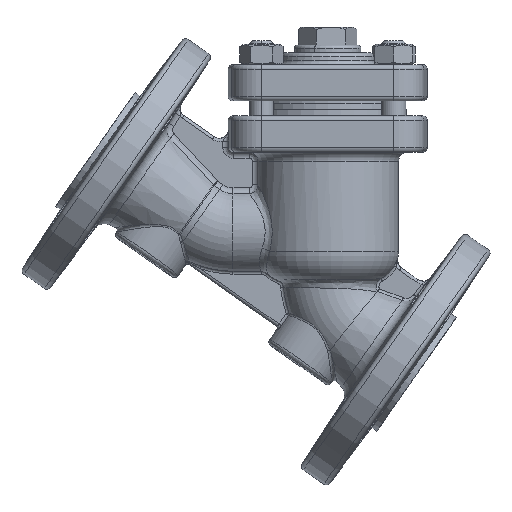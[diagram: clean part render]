
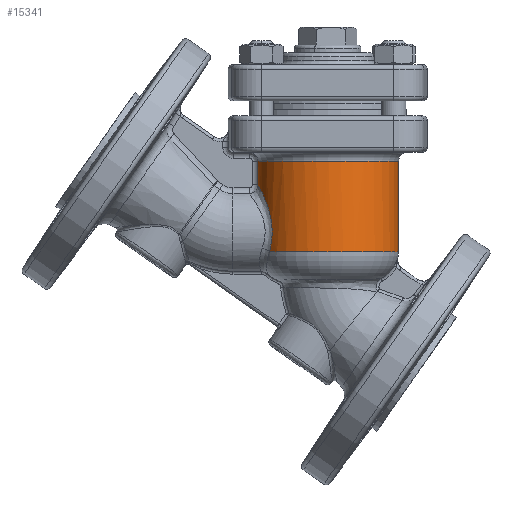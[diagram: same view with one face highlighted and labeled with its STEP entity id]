
A CAD part, front view. The second image highlights one B-rep face of the part: STEP entity #15341.
In plain terms, the highlighted cylindrical face has radius 23.5 mm (diameter 47 mm), a partial arc.
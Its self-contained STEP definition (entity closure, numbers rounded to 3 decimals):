
#384 = ORIENTED_EDGE ( 'NONE', *, *, #24326, .T. ) ;
#385 = ORIENTED_EDGE ( 'NONE', *, *, #24353, .T. ) ;
#386 = ORIENTED_EDGE ( 'NONE', *, *, #24355, .T. ) ;
#387 = ORIENTED_EDGE ( 'NONE', *, *, #24358, .T. ) ;
#388 = ORIENTED_EDGE ( 'NONE', *, *, #24350, .T. ) ;
#8248 = B_SPLINE_CURVE_WITH_KNOTS ( 'NONE', 3,
 ( #37844, #37854, #37855, #37856, #37857, #37858, #37859, #37860, #37861, #37862, #37863, #37864, #37865, #37866, #37867, #37868, #37869, #37870, #37871, #37872, #37873, #37874, #37875, #37876, #37877, #37878, #37879, #37880, #37881, #37882 ),
 .UNSPECIFIED., .F., .F.,
 ( 4, 2, 2, 2, 2, 2, 2, 2, 2, 2, 2, 2, 2, 2, 4 ),
 ( 0.036, 0.038, 0.04, 0.041, 0.043, 0.046, 0.048, 0.05, 0.052, 0.052, 0.053, 0.057, 0.058, 0.06, 0.063 ),
 .UNSPECIFIED. ) ;
#15341 = ADVANCED_FACE ( 'NONE', ( #41681 ), #41683, .T. ) ;
#16072 = AXIS2_PLACEMENT_3D ( 'NONE', #37747, #37796, #37797 ) ;
#16081 = AXIS2_PLACEMENT_3D ( 'NONE', #37883, #37887, #37888 ) ;
#21509 = AXIS2_PLACEMENT_3D ( 'NONE', #43786, #43781, #43784 ) ;
#23206 = CIRCLE ( 'NONE', #16072, 23.5 ) ;
#23207 = VECTOR ( 'NONE', #37885, 1000. ) ;
#23208 = VECTOR ( 'NONE', #37890, 1000. ) ;
#23210 = LINE ( 'NONE', #37889, #23208 ) ;
#23211 = LINE ( 'NONE', #37884, #23207 ) ;
#23213 = CIRCLE ( 'NONE', #16081, 23.5 ) ;
#24326 = EDGE_CURVE ( 'NONE', #28115, #28114, #23206, .T. ) ;
#24350 = EDGE_CURVE ( 'NONE', #28122, #28115, #8248, .T. ) ;
#24353 = EDGE_CURVE ( 'NONE', #28114, #28120, #23211, .T. ) ;
#24355 = EDGE_CURVE ( 'NONE', #28120, #28121, #23213, .T. ) ;
#24358 = EDGE_CURVE ( 'NONE', #28121, #28122, #23210, .T. ) ;
#28114 = VERTEX_POINT ( 'NONE', #33716 ) ;
#28115 = VERTEX_POINT ( 'NONE', #33717 ) ;
#28120 = VERTEX_POINT ( 'NONE', #33722 ) ;
#28121 = VERTEX_POINT ( 'NONE', #33723 ) ;
#28122 = VERTEX_POINT ( 'NONE', #33724 ) ;
#30530 = EDGE_LOOP ( 'NONE', ( #384, #385, #386, #387, #388 ) ) ;
#33716 = CARTESIAN_POINT ( 'NONE',  ( -5.989, 0., -47. ) ) ;
#33717 = CARTESIAN_POINT ( 'NONE',  ( -48.761, -13.449, -47. ) ) ;
#33722 = CARTESIAN_POINT ( 'NONE',  ( -5.989, 0., -17. ) ) ;
#33723 = CARTESIAN_POINT ( 'NONE',  ( -52.533, -4.608, -17. ) ) ;
#33724 = CARTESIAN_POINT ( 'NONE',  ( -52.533, -4.608, -24.84 ) ) ;
#37747 = CARTESIAN_POINT ( 'NONE',  ( -29.489, 0., -47. ) ) ;
#37796 = DIRECTION ( 'NONE',  ( 0., 0., 1. ) ) ;
#37797 = DIRECTION ( 'NONE',  ( 1., 0., 0. ) ) ;
#37844 = CARTESIAN_POINT ( 'NONE',  ( -52.533, -4.608, -24.84 ) ) ;
#37854 = CARTESIAN_POINT ( 'NONE',  ( -52.429, -5.127, -25.034 ) ) ;
#37855 = CARTESIAN_POINT ( 'NONE',  ( -52.309, -5.636, -25.261 ) ) ;
#37856 = CARTESIAN_POINT ( 'NONE',  ( -52.045, -6.616, -25.771 ) ) ;
#37857 = CARTESIAN_POINT ( 'NONE',  ( -51.901, -7.085, -26.051 ) ) ;
#37858 = CARTESIAN_POINT ( 'NONE',  ( -51.597, -7.985, -26.661 ) ) ;
#37859 = CARTESIAN_POINT ( 'NONE',  ( -51.436, -8.415, -26.989 ) ) ;
#37860 = CARTESIAN_POINT ( 'NONE',  ( -51.101, -9.24, -27.693 ) ) ;
#37861 = CARTESIAN_POINT ( 'NONE',  ( -50.928, -9.633, -28.067 ) ) ;
#37862 = CARTESIAN_POINT ( 'NONE',  ( -50.407, -10.741, -29.238 ) ) ;
#37863 = CARTESIAN_POINT ( 'NONE',  ( -50.054, -11.393, -30.086 ) ) ;
#37864 = CARTESIAN_POINT ( 'NONE',  ( -49.545, -12.253, -31.464 ) ) ;
#37865 = CARTESIAN_POINT ( 'NONE',  ( -49.38, -12.519, -31.94 ) ) ;
#37866 = CARTESIAN_POINT ( 'NONE',  ( -49.068, -13.001, -32.909 ) ) ;
#37867 = CARTESIAN_POINT ( 'NONE',  ( -48.92, -13.219, -33.405 ) ) ;
#37868 = CARTESIAN_POINT ( 'NONE',  ( -48.648, -13.611, -34.42 ) ) ;
#37869 = CARTESIAN_POINT ( 'NONE',  ( -48.523, -13.785, -34.939 ) ) ;
#37870 = CARTESIAN_POINT ( 'NONE',  ( -48.356, -14.011, -35.736 ) ) ;
#37871 = CARTESIAN_POINT ( 'NONE',  ( -48.304, -14.081, -36.005 ) ) ;
#37872 = CARTESIAN_POINT ( 'NONE',  ( -48.208, -14.209, -36.549 ) ) ;
#37873 = CARTESIAN_POINT ( 'NONE',  ( -48.163, -14.267, -36.825 ) ) ;
#37874 = CARTESIAN_POINT ( 'NONE',  ( -47.965, -14.524, -38.205 ) ) ;
#37875 = CARTESIAN_POINT ( 'NONE',  ( -47.881, -14.628, -39.317 ) ) ;
#37876 = CARTESIAN_POINT ( 'NONE',  ( -47.877, -14.634, -40.998 ) ) ;
#37877 = CARTESIAN_POINT ( 'NONE',  ( -47.896, -14.611, -41.56 ) ) ;
#37878 = CARTESIAN_POINT ( 'NONE',  ( -47.974, -14.511, -42.69 ) ) ;
#37879 = CARTESIAN_POINT ( 'NONE',  ( -48.033, -14.436, -43.251 ) ) ;
#37880 = CARTESIAN_POINT ( 'NONE',  ( -48.263, -14.137, -44.901 ) ) ;
#37881 = CARTESIAN_POINT ( 'NONE',  ( -48.487, -13.842, -45.967 ) ) ;
#37882 = CARTESIAN_POINT ( 'NONE',  ( -48.761, -13.449, -47. ) ) ;
#37883 = CARTESIAN_POINT ( 'NONE',  ( -29.489, 0., -17. ) ) ;
#37884 = CARTESIAN_POINT ( 'NONE',  ( -5.989, 0., -57. ) ) ;
#37885 = DIRECTION ( 'NONE',  ( 0., 0., 1. ) ) ;
#37887 = DIRECTION ( 'NONE',  ( 0., 0., -1. ) ) ;
#37888 = DIRECTION ( 'NONE',  ( -1., 0., 0. ) ) ;
#37889 = CARTESIAN_POINT ( 'NONE',  ( -52.533, -4.608, -57. ) ) ;
#37890 = DIRECTION ( 'NONE',  ( 0., 0., -1. ) ) ;
#41681 = FACE_OUTER_BOUND ( 'NONE', #30530, .T. ) ;
#41683 = CYLINDRICAL_SURFACE ( 'NONE', #21509, 23.5 ) ;
#43781 = DIRECTION ( 'NONE',  ( 0., 0., 1. ) ) ;
#43784 = DIRECTION ( 'NONE',  ( 1., 0., 0. ) ) ;
#43786 = CARTESIAN_POINT ( 'NONE',  ( -29.489, 0., -57. ) ) ;
